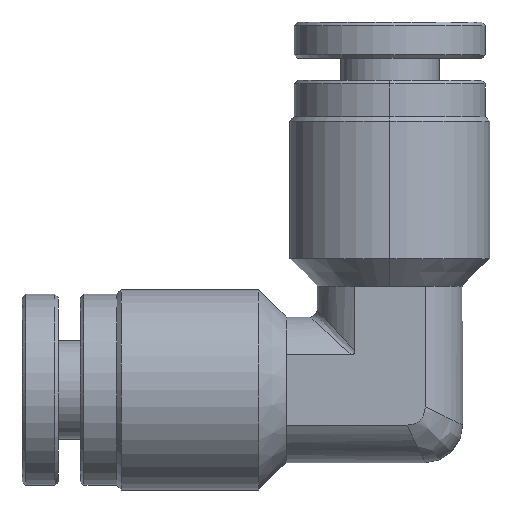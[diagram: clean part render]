
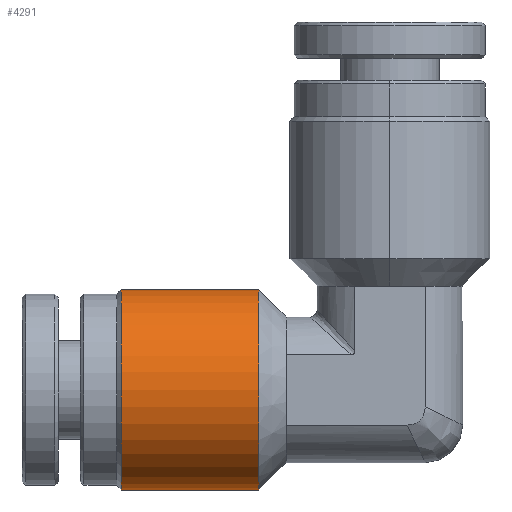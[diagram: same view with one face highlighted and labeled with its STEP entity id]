
A CAD part, left-side view. The second image highlights one B-rep face of the part: STEP entity #4291.
In plain terms, the highlighted cylindrical face has radius 5.5 mm (diameter 11 mm), a partial arc.
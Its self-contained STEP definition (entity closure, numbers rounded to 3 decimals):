
#275 = ORIENTED_EDGE ( 'NONE', *, *, #3361, .T. ) ;
#1437 = VERTEX_POINT ( 'NONE', #19019 ) ;
#2775 = CARTESIAN_POINT ( 'NONE',  ( 0., 17., -5.7 ) ) ;
#2869 = DIRECTION ( 'NONE',  ( 0., -1., 0. ) ) ;
#3285 = VERTEX_POINT ( 'NONE', #29412 ) ;
#3361 = EDGE_CURVE ( 'NONE', #5432, #3285, #23429, .T. ) ;
#3965 = ORIENTED_EDGE ( 'NONE', *, *, #26424, .T. ) ;
#4291 = ADVANCED_FACE ( 'NONE', ( #10853 ), #14159, .T. ) ;
#5183 = DIRECTION ( 'NONE',  ( 0., -1., 0. ) ) ;
#5432 = VERTEX_POINT ( 'NONE', #7718 ) ;
#5572 = CARTESIAN_POINT ( 'NONE',  ( 0., 7.2, -5.7 ) ) ;
#5862 = LINE ( 'NONE', #7091, #16899 ) ;
#7091 = CARTESIAN_POINT ( 'NONE',  ( 0., 17., -0.2 ) ) ;
#7718 = CARTESIAN_POINT ( 'NONE',  ( 0., 14.75, -0.2 ) ) ;
#7875 = ORIENTED_EDGE ( 'NONE', *, *, #18353, .T. ) ;
#7946 = DIRECTION ( 'NONE',  ( 0., 0., 1. ) ) ;
#8623 = DIRECTION ( 'NONE',  ( 0., -1., 0. ) ) ;
#8697 = CARTESIAN_POINT ( 'NONE',  ( 0., 7.2, -0.2 ) ) ;
#9858 = EDGE_CURVE ( 'NONE', #5432, #19627, #5862, .T. ) ;
#10853 = FACE_OUTER_BOUND ( 'NONE', #13792, .T. ) ;
#11865 = AXIS2_PLACEMENT_3D ( 'NONE', #5572, #22012, #7946 ) ;
#12341 = DIRECTION ( 'NONE',  ( 0., 0., -1. ) ) ;
#13792 = EDGE_LOOP ( 'NONE', ( #16320, #275, #3965, #7875 ) ) ;
#14159 = CYLINDRICAL_SURFACE ( 'NONE', #27794, 5.5 ) ;
#14205 = DIRECTION ( 'NONE',  ( 0., -1., 0. ) ) ;
#16320 = ORIENTED_EDGE ( 'NONE', *, *, #9858, .F. ) ;
#16899 = VECTOR ( 'NONE', #14205, 1000. ) ;
#17964 = CARTESIAN_POINT ( 'NONE',  ( 0., 17., -11.2 ) ) ;
#18353 = EDGE_CURVE ( 'NONE', #1437, #19627, #22074, .T. ) ;
#19019 = CARTESIAN_POINT ( 'NONE',  ( 0., 7.2, -11.2 ) ) ;
#19244 = CARTESIAN_POINT ( 'NONE',  ( 0., 14.75, -5.7 ) ) ;
#19627 = VERTEX_POINT ( 'NONE', #8697 ) ;
#20841 = AXIS2_PLACEMENT_3D ( 'NONE', #19244, #5183, #21624 ) ;
#21624 = DIRECTION ( 'NONE',  ( 0., 0., 1. ) ) ;
#22012 = DIRECTION ( 'NONE',  ( 0., 1., 0. ) ) ;
#22074 = CIRCLE ( 'NONE', #11865, 5.5 ) ;
#23429 = CIRCLE ( 'NONE', #20841, 5.5 ) ;
#23537 = VECTOR ( 'NONE', #8623, 1000. ) ;
#26424 = EDGE_CURVE ( 'NONE', #3285, #1437, #29848, .T. ) ;
#27794 = AXIS2_PLACEMENT_3D ( 'NONE', #2775, #2869, #12341 ) ;
#29412 = CARTESIAN_POINT ( 'NONE',  ( 0., 14.75, -11.2 ) ) ;
#29848 = LINE ( 'NONE', #17964, #23537 ) ;
